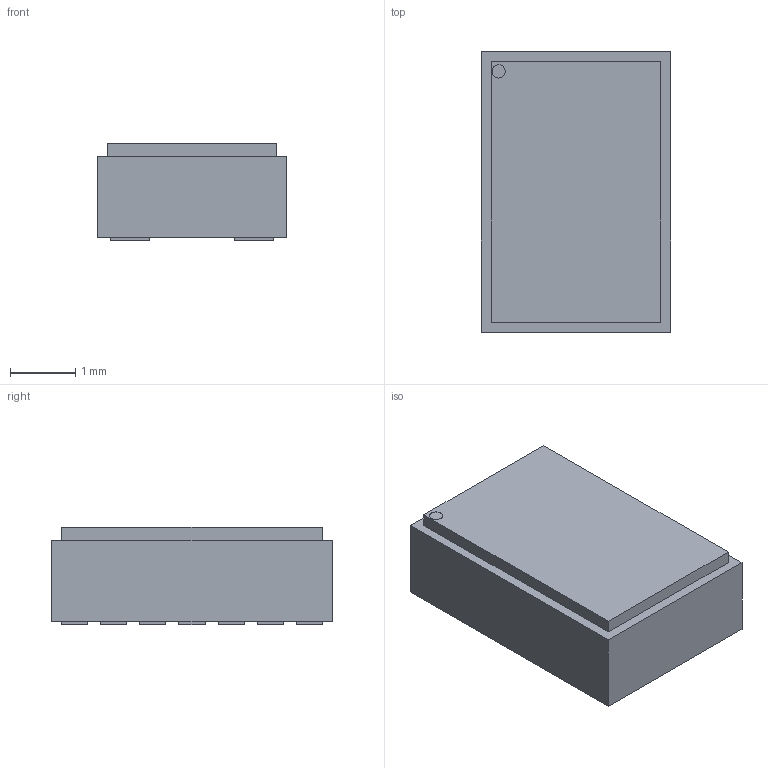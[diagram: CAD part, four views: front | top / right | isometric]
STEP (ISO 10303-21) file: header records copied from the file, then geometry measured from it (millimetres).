
FILE_DESCRIPTION(('HOOPS Exchange Step'),'2;1');
FILE_NAME('temp_export','2023-04-11T04:31:01-16:00',('30abd'),('Shapr3D Limited'),'HOOPS Exchange 2022.2','Shapr3D','Authorized');
FILE_SCHEMA( ('AUTOMOTIVE_DESIGN { 1 0 10303 214 1 1 1 1 }') );
Length unit declared in the file: millimetre
Products named in the file (2): MAXIM_90-100106.step; root
Assembly tree (1 placements, depth 2):
  root
    MAXIM_90-100106.step
Bounding box: 2.9 x 4.3 x 1.5 mm (x, y, z)
Volume: 17.8 mm3; surface area: 47 mm2
Topology: 1 solids, 1 shells, 83 faces, 197 edges, 132 vertices
Faces by surface type: plane 82, cylinder 1
Full cylindrical faces by diameter (mm): 0.203 x1
Entity records: 2421 total; most frequent: CARTESIAN_POINT 414, ORIENTED_EDGE 394, DIRECTION 371, EDGE_CURVE 197, VECTOR 193, LINE 193, VERTEX_POINT 132, EDGE_LOOP 99
